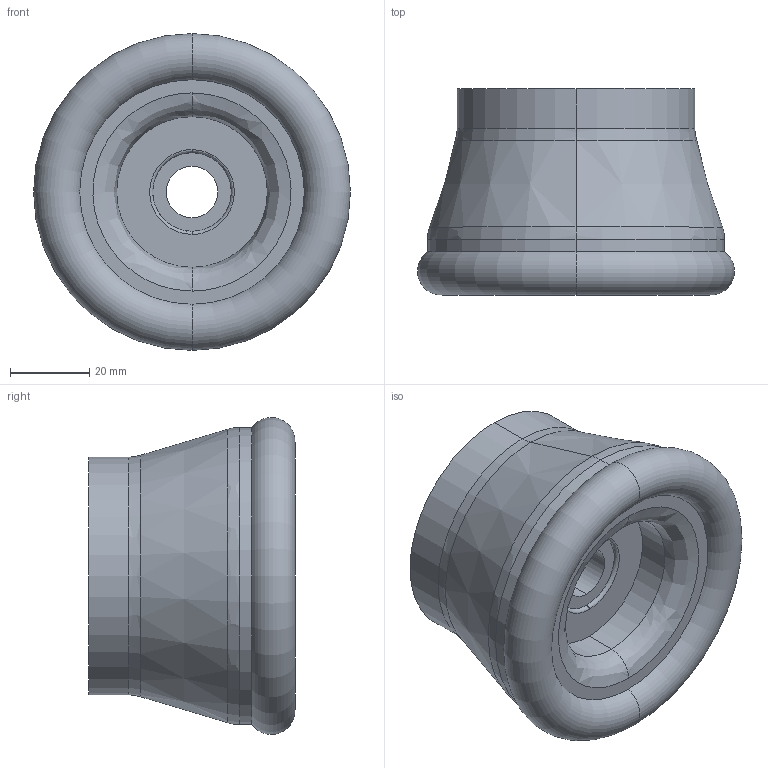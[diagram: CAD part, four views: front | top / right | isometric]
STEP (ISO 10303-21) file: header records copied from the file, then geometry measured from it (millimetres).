
FILE_DESCRIPTION (( 'STEP AP203' ), '1' );
FILE_NAME ('S808-80-52-07-12-.STEP', '2019-04-02T12:44:10', ( '' ), ( '' ), 'SwSTEP 2.0', 'SolidWorks 2018', '' );
FILE_SCHEMA (( 'CONFIG_CONTROL_DESIGN' ));
Length unit declared in the file: millimetre
Products named in the file (1): S808-80-52-07-12-
Bounding box: 79.97 x 52 x 79.97 mm (x, y, z)
Volume: 151300.3 mm3; surface area: 22762.3 mm2
Topology: 1 solids, 1 shells, 30 faces, 60 edges, 36 vertices
Faces by surface type: cylinder 12, bspline 8, plane 6, torus 2, cone 2
Entity records: 1232 total; most frequent: CARTESIAN_POINT 528, DIRECTION 144, ORIENTED_EDGE 120, AXIS2_PLACEMENT_3D 65, EDGE_CURVE 60, CIRCLE 42, VERTEX_POINT 36, EDGE_LOOP 36
